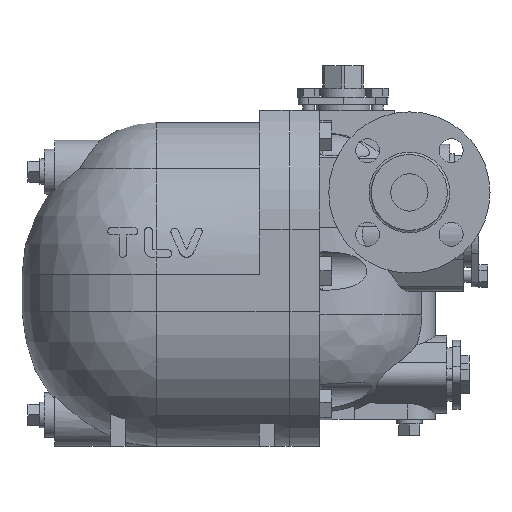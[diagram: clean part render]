
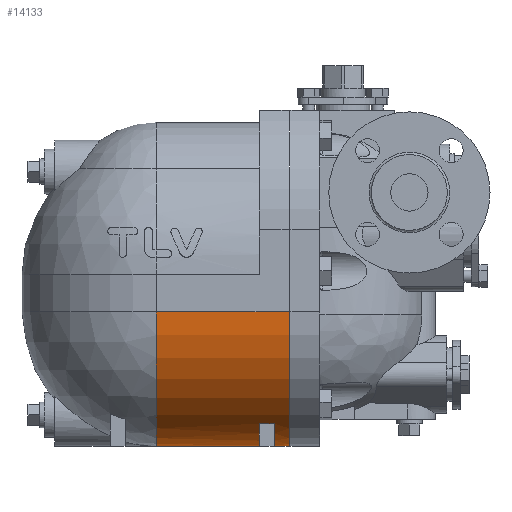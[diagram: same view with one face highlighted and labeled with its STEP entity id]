
A CAD part, front view. The second image highlights one B-rep face of the part: STEP entity #14133.
In plain terms, the highlighted cylindrical face has radius 90 mm (diameter 180 mm), a partial arc.
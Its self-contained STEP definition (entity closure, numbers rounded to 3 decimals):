
#1566=CARTESIAN_POINT('',(-89.,0.0,-90.0));
#1567=VERTEX_POINT('',#1566);
#1568=CARTESIAN_POINT('',(-89.0,90.0,0.));
#1569=VERTEX_POINT('',#1568);
#1570=CARTESIAN_POINT('',(-89.0,0.0,0.0));
#1571=DIRECTION('',(1.0,0.0,0.0));
#1572=DIRECTION('',(0.0,1.0,0.0));
#1573=AXIS2_PLACEMENT_3D('',#1570,#1571,#1572);
#1574=CIRCLE('',#1573,90.0);
#1575=EDGE_CURVE('',#1567,#1569,#1574,.T.);
#1764=CARTESIAN_POINT('',(-89.0,-90.0,0.));
#1765=VERTEX_POINT('',#1764);
#1766=CARTESIAN_POINT('',(-89.0,0.0,0.0));
#1767=DIRECTION('',(1.0,0.0,0.0));
#1768=DIRECTION('',(0.0,1.0,0.0));
#1769=AXIS2_PLACEMENT_3D('',#1766,#1767,#1768);
#1770=CIRCLE('',#1769,90.0);
#1771=EDGE_CURVE('',#1765,#1567,#1770,.T.);
#13291=CARTESIAN_POINT('',(-20.0,0.0,-90.0));
#13292=VERTEX_POINT('',#13291);
#13309=CARTESIAN_POINT('',(-10.0,0.0,-90.0));
#13310=VERTEX_POINT('',#13309);
#13347=CARTESIAN_POINT('',(-10.0,-50.0,-74.833));
#13348=VERTEX_POINT('',#13347);
#13349=CARTESIAN_POINT('',(-10.0,0.0,0.0));
#13350=DIRECTION('',(1.0,0.0,0.0));
#13351=DIRECTION('',(0.0,-1.0,0.0));
#13352=AXIS2_PLACEMENT_3D('',#13349,#13350,#13351);
#13353=CIRCLE('',#13352,90.0);
#13354=EDGE_CURVE('',#13348,#13310,#13353,.T.);
#13371=CARTESIAN_POINT('',(-10.0,50.,-74.833));
#13372=VERTEX_POINT('',#13371);
#13373=CARTESIAN_POINT('',(-10.0,0.0,0.0));
#13374=DIRECTION('',(1.0,0.0,0.0));
#13375=DIRECTION('',(0.0,-1.0,0.0));
#13376=AXIS2_PLACEMENT_3D('',#13373,#13374,#13375);
#13377=CIRCLE('',#13376,90.0);
#13378=EDGE_CURVE('',#13310,#13372,#13377,.T.);
#13395=CARTESIAN_POINT('',(-20.0,-50.0,-74.833));
#13396=VERTEX_POINT('',#13395);
#13397=CARTESIAN_POINT('',(-20.0,0.0,0.0));
#13398=DIRECTION('',(-1.0,0.0,0.0));
#13399=DIRECTION('',(0.0,-1.0,0.0));
#13400=AXIS2_PLACEMENT_3D('',#13397,#13398,#13399);
#13401=CIRCLE('',#13400,90.0);
#13402=EDGE_CURVE('',#13292,#13396,#13401,.T.);
#13419=CARTESIAN_POINT('',(-20.0,-50.0,-74.833));
#13420=DIRECTION('',(1.0,0.0,0.0));
#13421=VECTOR('',#13420,10.0);
#13422=LINE('',#13419,#13421);
#13423=EDGE_CURVE('',#13396,#13348,#13422,.T.);
#13436=CARTESIAN_POINT('',(-20.0,50.,-74.833));
#13437=VERTEX_POINT('',#13436);
#13438=CARTESIAN_POINT('',(-10.0,50.,-74.833));
#13439=DIRECTION('',(-1.0,0.0,0.0));
#13440=VECTOR('',#13439,10.0);
#13441=LINE('',#13438,#13440);
#13442=EDGE_CURVE('',#13372,#13437,#13441,.T.);
#13460=CARTESIAN_POINT('',(-20.0,0.0,0.0));
#13461=DIRECTION('',(-1.0,0.0,0.0));
#13462=DIRECTION('',(0.0,-1.0,0.0));
#13463=AXIS2_PLACEMENT_3D('',#13460,#13461,#13462);
#13464=CIRCLE('',#13463,90.0);
#13465=EDGE_CURVE('',#13437,#13292,#13464,.T.);
#13787=CARTESIAN_POINT('',(0.0,-90.,0.0));
#13788=VERTEX_POINT('',#13787);
#13789=CARTESIAN_POINT('',(0.0,90.0,0.0));
#13790=VERTEX_POINT('',#13789);
#13791=CARTESIAN_POINT('',(0.0,0.0,0.0));
#13792=DIRECTION('',(1.0,0.0,0.0));
#13793=DIRECTION('',(0.0,-1.0,0.0));
#13794=AXIS2_PLACEMENT_3D('',#13791,#13792,#13793);
#13795=CIRCLE('',#13794,90.0);
#13796=EDGE_CURVE('',#13788,#13790,#13795,.T.);
#14032=CARTESIAN_POINT('',(0.0,90.0,0.0));
#14033=DIRECTION('',(-1.0,0.0,0.0));
#14034=VECTOR('',#14033,89.0);
#14035=LINE('',#14032,#14034);
#14036=EDGE_CURVE('',#13790,#1569,#14035,.T.);
#14102=CARTESIAN_POINT('',(0.0,-90.,0.0));
#14103=DIRECTION('',(-1.0,0.0,0.0));
#14104=VECTOR('',#14103,89.0);
#14105=LINE('',#14102,#14104);
#14106=EDGE_CURVE('',#13788,#1765,#14105,.T.);
#14113=CARTESIAN_POINT('',(0.0,0.0,0.0));
#14114=DIRECTION('',(-1.0,0.0,0.0));
#14115=DIRECTION('',(0.0,-1.0,0.0));
#14116=AXIS2_PLACEMENT_3D('',#14113,#14114,#14115);
#14117=CYLINDRICAL_SURFACE('',#14116,90.0);
#14118=ORIENTED_EDGE('',*,*,#13796,.F.);
#14119=ORIENTED_EDGE('',*,*,#14106,.T.);
#14120=ORIENTED_EDGE('',*,*,#1771,.T.);
#14121=ORIENTED_EDGE('',*,*,#1575,.T.);
#14122=ORIENTED_EDGE('',*,*,#14036,.F.);
#14123=EDGE_LOOP('',(#14118,#14119,#14120,#14121,#14122));
#14124=FACE_OUTER_BOUND('',#14123,.T.);
#14125=ORIENTED_EDGE('',*,*,#13423,.T.);
#14126=ORIENTED_EDGE('',*,*,#13354,.T.);
#14127=ORIENTED_EDGE('',*,*,#13378,.T.);
#14128=ORIENTED_EDGE('',*,*,#13442,.T.);
#14129=ORIENTED_EDGE('',*,*,#13465,.T.);
#14130=ORIENTED_EDGE('',*,*,#13402,.T.);
#14131=EDGE_LOOP('',(#14125,#14126,#14127,#14128,#14129,#14130));
#14132=FACE_BOUND('',#14131,.T.);
#14133=ADVANCED_FACE('',(#14124,#14132),#14117,.T.);
